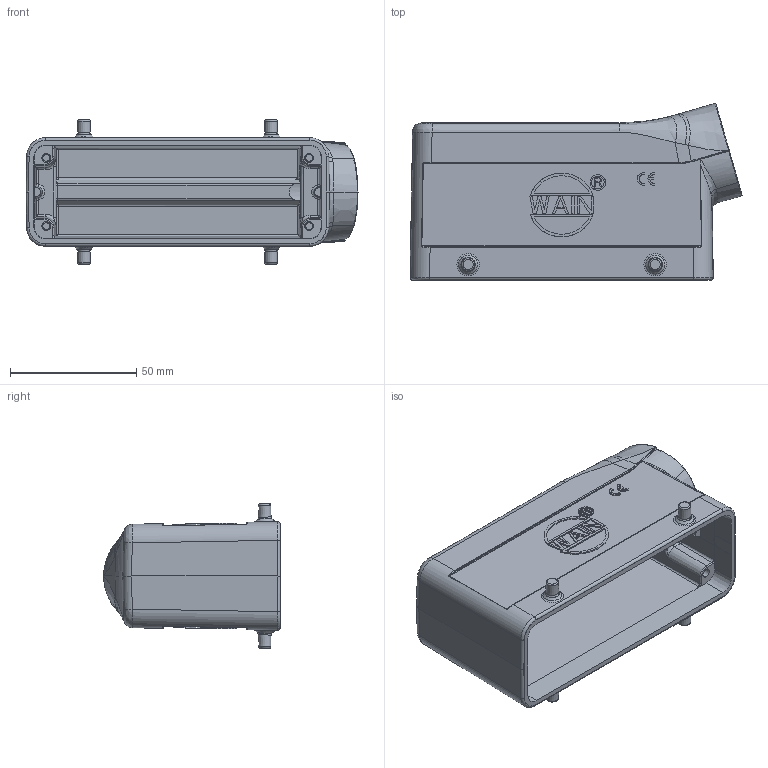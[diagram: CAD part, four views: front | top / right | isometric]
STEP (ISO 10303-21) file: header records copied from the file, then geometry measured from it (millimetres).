
FILE_DESCRIPTION(/* description */ (''),/* implementation_level */ '2;1');
FILE_NAME(/* name */ '3D_1240245301003_HV24B-SE-4B-M25_V1.1_step.stp',/* time_stamp */ '2023-11-30T09:55:17+08:00',/* author */ (''),/* organization */ (''),/* preprocessor_version */ 'ST-DEVELOPER v18.1',/* originating_system */ 'SIEMENS PLM Software NX 1980',/* authorisation */ '');
FILE_SCHEMA (('AP203_CONFIGURATION_CONTROLLED_3D_DESIGN_OF_MECHANICAL_PARTS_AND_ASSEMBLIES_MIM_LF { 1 0 10303 403 2 1 2}'));
Length unit declared in the file: millimetre
Products named in the file (1): 3D_1240245301003_HV24B-SE-4B-M25_V1.0_step
Bounding box: 131.32 x 69.97 x 57 mm (x, y, z)
Volume: 82940.2 mm3; surface area: 48322 mm2
Topology: 1 solids, 1 shells, 522 faces, 1294 edges, 805 vertices
Faces by surface type: plane 252, cylinder 105, bspline 73, torus 44, cone 34, extrusion 8, sphere 6
Full cylindrical faces by diameter (mm): 3.5 x4, 4.99 x2, 6.1 x2, 21 x1, 23.5 x1
Entity records: 19509 total; most frequent: CARTESIAN_POINT 8087, ORIENTED_EDGE 2456, DIRECTION 2072, EDGE_CURVE 1228, VERTEX_POINT 784, AXIS2_PLACEMENT_3D 692, VECTOR 688, LINE 680
